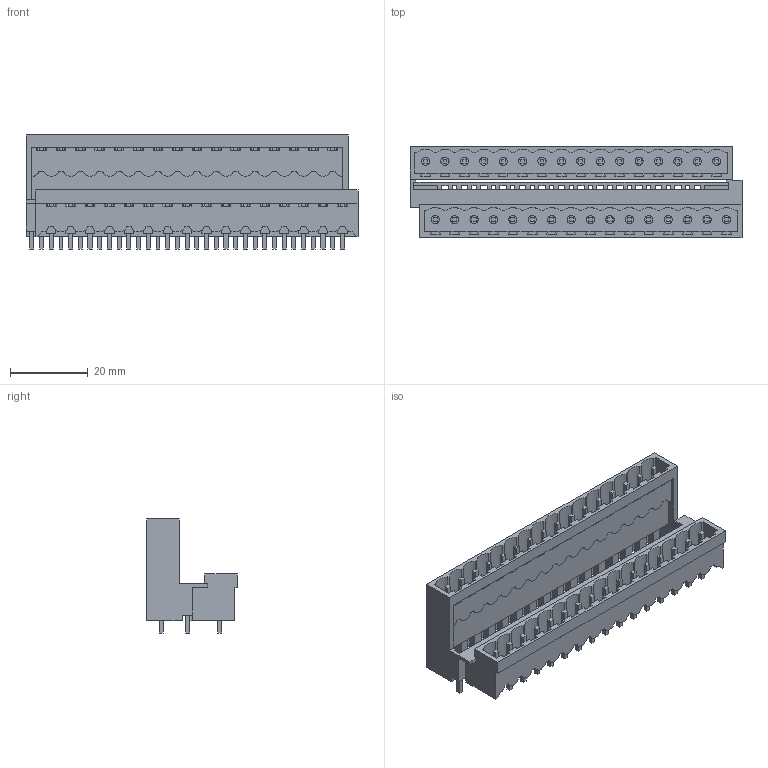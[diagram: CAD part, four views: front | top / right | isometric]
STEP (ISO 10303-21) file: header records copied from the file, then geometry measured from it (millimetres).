
FILE_DESCRIPTION(('CATIA V5 STEP Exchange','CAx-IF Rec.Pracs.--- Model Styling and Organization---1.2---2011-12-15'),'2;1');
FILE_NAME ('D1458975_0_1911650000_1911650000.stp','2018-03-29T10:24:56+00:00',('none'),('Weidmueller'),'CATIA Version 5-6 Release 2014','CATIA V5 STEP AP214','none');
FILE_SCHEMA(('AUTOMOTIVE_DESIGN { 1 0 10303 214 1 1 1 1 }'));
Length unit declared in the file: millimetre
Products named in the file (1): 1911650000
Bounding box: 85.5 x 23.43 x 29.36 mm (x, y, z)
Volume: 13401.4 mm3; surface area: 22457 mm2
Topology: 35 solids, 35 shells, 1203 faces, 4043 edges, 2845 vertices
Faces by surface type: plane 1073, cylinder 128, extrusion 2
Entity records: 43420 total; most frequent: ORIENTED_EDGE 8086, CARTESIAN_POINT 7967, DIRECTION 5716, EDGE_CURVE 4043, VECTOR 3447, LINE 3445, VERTEX_POINT 2845, AXIS2_PLACEMENT_3D 1416
